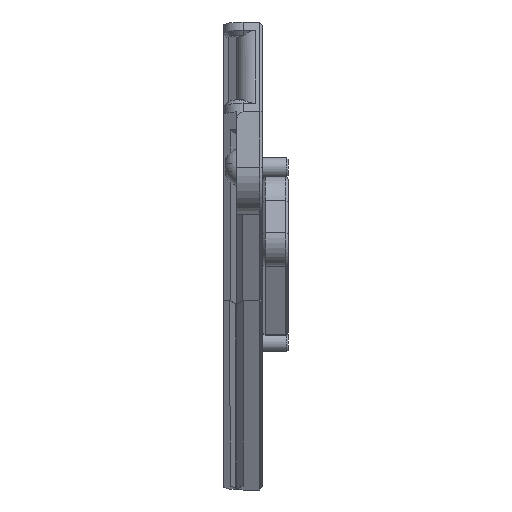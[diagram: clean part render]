
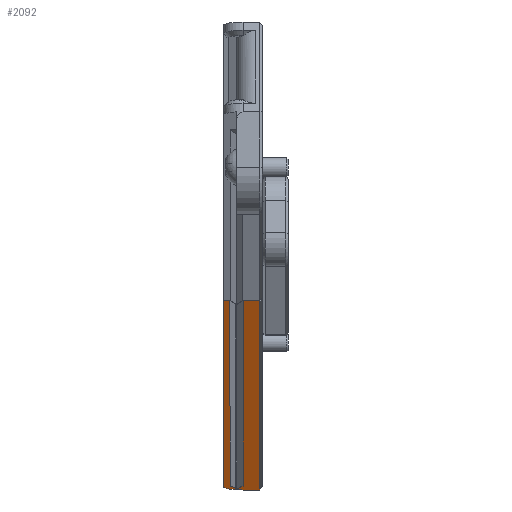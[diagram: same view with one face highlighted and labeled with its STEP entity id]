
A CAD part, left-side view. The second image highlights one B-rep face of the part: STEP entity #2092.
In plain terms, the highlighted face is planar.
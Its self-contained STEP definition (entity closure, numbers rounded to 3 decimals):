
#149=PLANE('',#2330);
#268=FACE_OUTER_BOUND('',#411,.T.);
#411=EDGE_LOOP('',(#1773,#1774,#1775,#1776,#1777,#1778,#1779,#1780,#1781,
#1782));
#553=LINE('',#3349,#764);
#594=LINE('',#3443,#805);
#598=LINE('',#3450,#809);
#601=LINE('',#3456,#812);
#604=LINE('',#3463,#815);
#606=LINE('',#3467,#817);
#607=LINE('',#3468,#818);
#608=LINE('',#3470,#819);
#609=LINE('',#3473,#820);
#764=VECTOR('',#2730,10.);
#805=VECTOR('',#2817,10.);
#809=VECTOR('',#2821,10.);
#812=VECTOR('',#2826,10.);
#815=VECTOR('',#2833,10.);
#817=VECTOR('',#2837,10.);
#818=VECTOR('',#2838,10.);
#819=VECTOR('',#2839,10.);
#820=VECTOR('',#2842,10.);
#938=CIRCLE('',#2331,3.);
#1040=VERTEX_POINT('',#3346);
#1041=VERTEX_POINT('',#3348);
#1070=VERTEX_POINT('',#3440);
#1071=VERTEX_POINT('',#3442);
#1074=VERTEX_POINT('',#3448);
#1076=VERTEX_POINT('',#3454);
#1078=VERTEX_POINT('',#3462);
#1079=VERTEX_POINT('',#3466);
#1080=VERTEX_POINT('',#3469);
#1081=VERTEX_POINT('',#3471);
#1263=EDGE_CURVE('',#1040,#1041,#553,.T.);
#1310=EDGE_CURVE('',#1071,#1070,#594,.T.);
#1314=EDGE_CURVE('',#1040,#1074,#598,.T.);
#1317=EDGE_CURVE('',#1074,#1076,#601,.T.);
#1320=EDGE_CURVE('',#1078,#1071,#604,.T.);
#1322=EDGE_CURVE('',#1076,#1079,#606,.T.);
#1323=EDGE_CURVE('',#1079,#1078,#607,.T.);
#1324=EDGE_CURVE('',#1080,#1070,#608,.T.);
#1325=EDGE_CURVE('',#1081,#1080,#938,.T.);
#1326=EDGE_CURVE('',#1041,#1081,#609,.T.);
#1773=ORIENTED_EDGE('',*,*,#1263,.F.);
#1774=ORIENTED_EDGE('',*,*,#1314,.T.);
#1775=ORIENTED_EDGE('',*,*,#1317,.T.);
#1776=ORIENTED_EDGE('',*,*,#1322,.T.);
#1777=ORIENTED_EDGE('',*,*,#1323,.T.);
#1778=ORIENTED_EDGE('',*,*,#1320,.T.);
#1779=ORIENTED_EDGE('',*,*,#1310,.T.);
#1780=ORIENTED_EDGE('',*,*,#1324,.F.);
#1781=ORIENTED_EDGE('',*,*,#1325,.F.);
#1782=ORIENTED_EDGE('',*,*,#1326,.F.);
#2092=ADVANCED_FACE('',(#268),#149,.T.);
#2330=AXIS2_PLACEMENT_3D('',#3465,#2835,#2836);
#2331=AXIS2_PLACEMENT_3D('',#3472,#2840,#2841);
#2730=DIRECTION('',(-0.985,0.,0.172));
#2817=DIRECTION('',(0.,1.,0.));
#2821=DIRECTION('',(0.,1.,0.));
#2826=DIRECTION('',(-0.985,0.,0.172));
#2833=DIRECTION('',(0.985,0.,-0.172));
#2835=DIRECTION('center_axis',(0.172,0.,0.985));
#2836=DIRECTION('ref_axis',(0.985,0.,-0.172));
#2837=DIRECTION('',(-0.493,0.866,0.086));
#2838=DIRECTION('',(0.493,0.866,-0.086));
#2839=DIRECTION('',(0.985,0.,-0.172));
#2840=DIRECTION('center_axis',(-0.172,0.,-0.985));
#2841=DIRECTION('ref_axis',(-0.697,0.707,0.122));
#2842=DIRECTION('',(0.,1.,0.));
#3346=CARTESIAN_POINT('',(-166.945,0.4,42.922));
#3348=CARTESIAN_POINT('',(-333.594,0.4,72.));
#3349=CARTESIAN_POINT('',(-250.195,0.4,57.448));
#3440=CARTESIAN_POINT('',(-166.945,6.,42.922));
#3442=CARTESIAN_POINT('',(-166.945,5.,42.922));
#3443=CARTESIAN_POINT('',(-166.945,1.5,42.922));
#3448=CARTESIAN_POINT('',(-166.945,3.,42.922));
#3450=CARTESIAN_POINT('',(-166.945,1.5,42.922));
#3454=CARTESIAN_POINT('',(-330.069,3.,71.385));
#3456=CARTESIAN_POINT('',(-174.886,3.,44.307));
#3462=CARTESIAN_POINT('',(-330.069,5.,71.385));
#3463=CARTESIAN_POINT('',(-331.831,5.,71.693));
#3465=CARTESIAN_POINT('Origin',(-333.594,0.,72.));
#3466=CARTESIAN_POINT('',(-330.638,4.,71.484));
#3467=CARTESIAN_POINT('',(-329.87,2.65,71.35));
#3468=CARTESIAN_POINT('',(-331.861,1.85,71.698));
#3469=CARTESIAN_POINT('',(-330.638,6.,71.484));
#3470=CARTESIAN_POINT('',(-333.594,6.,72.));
#3471=CARTESIAN_POINT('',(-333.594,3.,72.));
#3472=CARTESIAN_POINT('Origin',(-330.638,3.,71.484));
#3473=CARTESIAN_POINT('',(-333.594,0.,72.));
